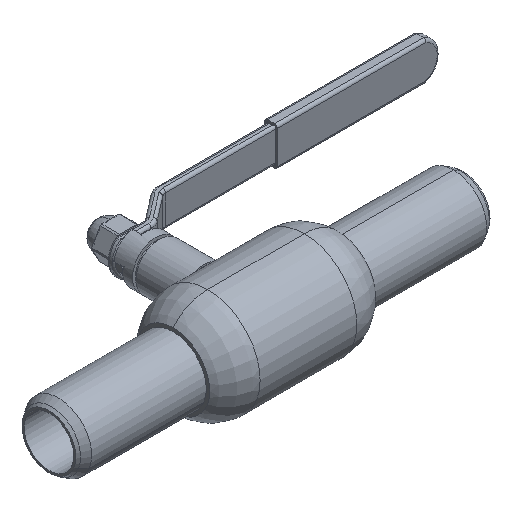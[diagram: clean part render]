
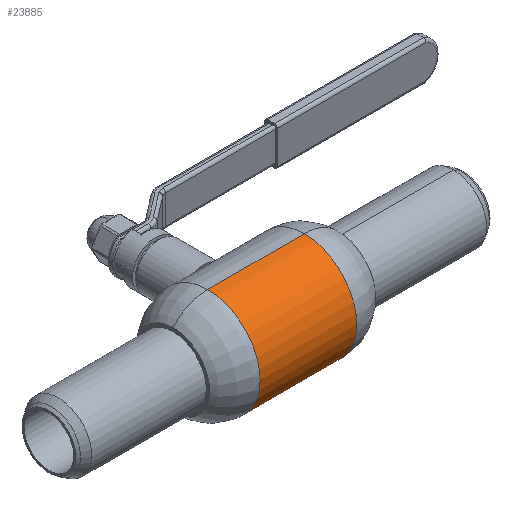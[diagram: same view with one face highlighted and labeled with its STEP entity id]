
A CAD part, isometric view. The second image highlights one B-rep face of the part: STEP entity #23885.
In plain terms, the highlighted cylindrical face has radius 38 mm (diameter 76 mm), a partial arc.
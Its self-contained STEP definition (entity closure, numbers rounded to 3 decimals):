
#353 = VECTOR ( 'NONE', #26122, 1000. ) ;
#1671 = CARTESIAN_POINT ( 'NONE',  ( 35., 0., -38. ) ) ;
#2449 = VERTEX_POINT ( 'NONE', #1671 ) ;
#4279 = DIRECTION ( 'NONE',  ( 0., 0., 1. ) ) ;
#4872 = LINE ( 'NONE', #13924, #10043 ) ;
#4912 = DIRECTION ( 'NONE',  ( -1., 0., 0. ) ) ;
#5308 = ORIENTED_EDGE ( 'NONE', *, *, #22264, .F. ) ;
#5612 = ORIENTED_EDGE ( 'NONE', *, *, #7620, .T. ) ;
#6129 = EDGE_CURVE ( 'NONE', #11186, #8490, #14294, .T. ) ;
#6491 = CARTESIAN_POINT ( 'NONE',  ( -35., 0., -38. ) ) ;
#6821 = CARTESIAN_POINT ( 'NONE',  ( -35., 0., 0. ) ) ;
#6916 = AXIS2_PLACEMENT_3D ( 'NONE', #16718, #19167, #16572 ) ;
#7400 = CARTESIAN_POINT ( 'NONE',  ( -35., 0., 38. ) ) ;
#7620 = EDGE_CURVE ( 'NONE', #2449, #10108, #27850, .T. ) ;
#7782 = EDGE_LOOP ( 'NONE', ( #5308, #5612, #8980, #13652 ) ) ;
#8490 = VERTEX_POINT ( 'NONE', #7400 ) ;
#8980 = ORIENTED_EDGE ( 'NONE', *, *, #12459, .T. ) ;
#10043 = VECTOR ( 'NONE', #23094, 1000. ) ;
#10108 = VERTEX_POINT ( 'NONE', #16352 ) ;
#11186 = VERTEX_POINT ( 'NONE', #6491 ) ;
#11197 = DIRECTION ( 'NONE',  ( 0., 0., 1. ) ) ;
#11624 = CYLINDRICAL_SURFACE ( 'NONE', #6916, 38. ) ;
#12459 = EDGE_CURVE ( 'NONE', #10108, #8490, #4872, .T. ) ;
#12980 = CARTESIAN_POINT ( 'NONE',  ( 0., 0., -38. ) ) ;
#13652 = ORIENTED_EDGE ( 'NONE', *, *, #6129, .F. ) ;
#13924 = CARTESIAN_POINT ( 'NONE',  ( 0., 0., 38. ) ) ;
#14294 = CIRCLE ( 'NONE', #20330, 38. ) ;
#16352 = CARTESIAN_POINT ( 'NONE',  ( 35., 0., 38. ) ) ;
#16572 = DIRECTION ( 'NONE',  ( 0., 0., 1. ) ) ;
#16718 = CARTESIAN_POINT ( 'NONE',  ( 0., 0., 0. ) ) ;
#19167 = DIRECTION ( 'NONE',  ( -1., 0., 0. ) ) ;
#20330 = AXIS2_PLACEMENT_3D ( 'NONE', #6821, #4912, #11197 ) ;
#21749 = AXIS2_PLACEMENT_3D ( 'NONE', #21773, #24118, #4279 ) ;
#21773 = CARTESIAN_POINT ( 'NONE',  ( 35., 0., 0. ) ) ;
#22264 = EDGE_CURVE ( 'NONE', #2449, #11186, #24061, .T. ) ;
#23094 = DIRECTION ( 'NONE',  ( -1., 0., 0. ) ) ;
#23885 = ADVANCED_FACE ( 'NONE', ( #26964 ), #11624, .T. ) ;
#24061 = LINE ( 'NONE', #12980, #353 ) ;
#24118 = DIRECTION ( 'NONE',  ( -1., 0., 0. ) ) ;
#26122 = DIRECTION ( 'NONE',  ( -1., 0., 0. ) ) ;
#26964 = FACE_OUTER_BOUND ( 'NONE', #7782, .T. ) ;
#27850 = CIRCLE ( 'NONE', #21749, 38. ) ;
